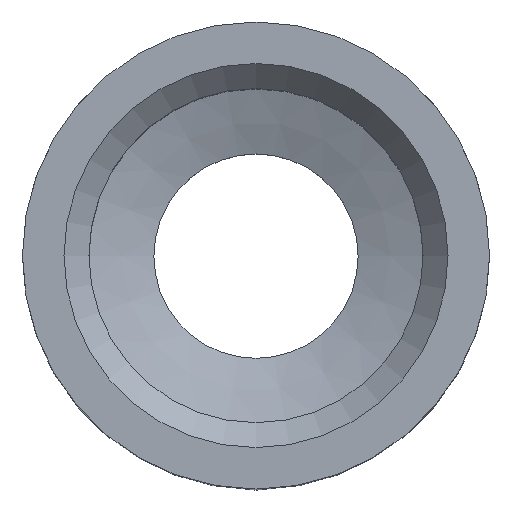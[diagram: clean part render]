
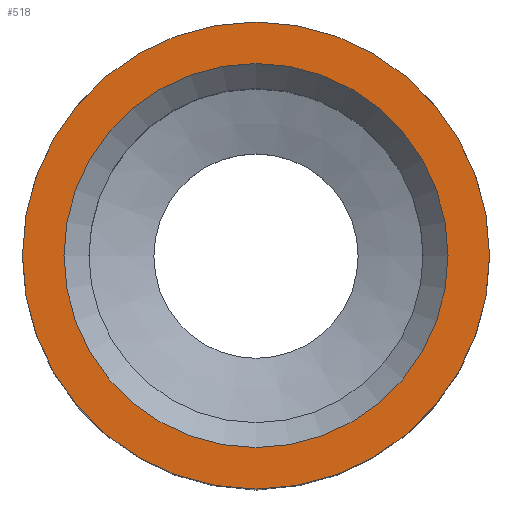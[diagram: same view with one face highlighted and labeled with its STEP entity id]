
A CAD part, top view. The second image highlights one B-rep face of the part: STEP entity #518.
In plain terms, the highlighted planar face has unit normal (0, 0, 1).
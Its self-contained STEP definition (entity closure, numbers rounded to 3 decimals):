
#78=PLANE('',#596);
#184=ORIENTED_EDGE('',*,*,#280,.F.);
#185=ORIENTED_EDGE('',*,*,#281,.T.);
#280=EDGE_CURVE('',#327,#327,#362,.T.);
#281=EDGE_CURVE('',#328,#328,#363,.T.);
#327=VERTEX_POINT('',#939);
#328=VERTEX_POINT('',#941);
#362=CIRCLE('',#597,8.);
#363=CIRCLE('',#598,6.579);
#408=EDGE_LOOP('',(#184));
#409=EDGE_LOOP('',(#185));
#462=FACE_BOUND('',#408,.T.);
#463=FACE_BOUND('',#409,.T.);
#518=ADVANCED_FACE('',(#462,#463),#78,.F.);
#596=AXIS2_PLACEMENT_3D('',#937,#745,#746);
#597=AXIS2_PLACEMENT_3D('',#938,#747,#748);
#598=AXIS2_PLACEMENT_3D('',#940,#749,#750);
#745=DIRECTION('',(0.,0.,-1.));
#746=DIRECTION('',(-1.,0.,0.));
#747=DIRECTION('',(0.,0.,-1.));
#748=DIRECTION('',(-1.,0.,0.));
#749=DIRECTION('',(0.,0.,-1.));
#750=DIRECTION('',(-1.,0.,0.));
#937=CARTESIAN_POINT('',(0.,0.,30.));
#938=CARTESIAN_POINT('',(0.,0.,30.));
#939=CARTESIAN_POINT('',(-8.,0.,30.));
#940=CARTESIAN_POINT('',(0.,0.,30.));
#941=CARTESIAN_POINT('',(-6.579,0.,30.));
